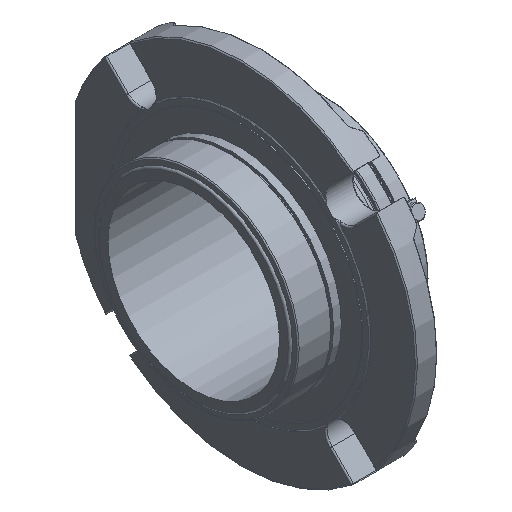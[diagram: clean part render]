
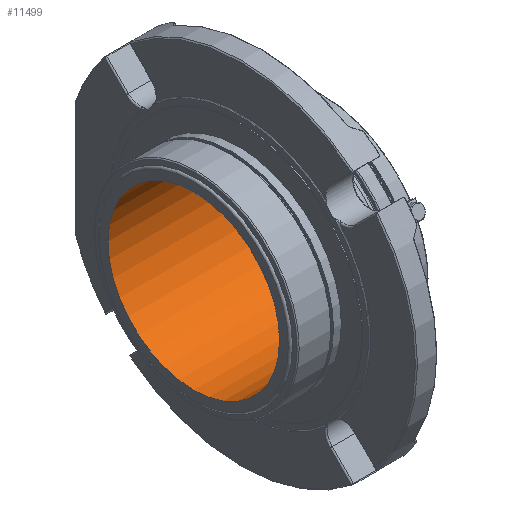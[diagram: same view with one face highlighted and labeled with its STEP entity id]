
A CAD part, isometric view. The second image highlights one B-rep face of the part: STEP entity #11499.
In plain terms, the highlighted cylindrical face has radius 61.913 mm (diameter 123.825 mm), a full revolution.
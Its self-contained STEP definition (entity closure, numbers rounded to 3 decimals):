
#1904=CYLINDRICAL_SURFACE('',#12809,61.913);
#5292=ORIENTED_EDGE('',*,*,#5294,.T.);
#5293=ORIENTED_EDGE('',*,*,#6658,.F.);
#5294=EDGE_CURVE('',#6926,#6926,#8008,.T.);
#6658=EDGE_CURVE('',#7837,#7837,#8577,.T.);
#6926=VERTEX_POINT('',#15939);
#7837=VERTEX_POINT('',#23010);
#8008=CIRCLE('',#11514,61.913);
#8577=CIRCLE('',#12630,61.913);
#9591=EDGE_LOOP('',(#5292));
#9592=EDGE_LOOP('',(#5293));
#10525=FACE_BOUND('',#9591,.T.);
#10526=FACE_BOUND('',#9592,.T.);
#11499=ADVANCED_FACE('',(#10525,#10526),#1904,.F.);
#11514=AXIS2_PLACEMENT_3D('',#15938,#12814,#12815);
#12630=AXIS2_PLACEMENT_3D('',#23009,#15502,#15503);
#12809=AXIS2_PLACEMENT_3D('',#23975,#15934,#15935);
#12814=DIRECTION('',(-1.,0.,0.));
#12815=DIRECTION('',(0.,0.,1.));
#15502=DIRECTION('',(-1.,0.,0.));
#15503=DIRECTION('',(0.,0.,1.));
#15934=DIRECTION('',(-1.,0.,0.));
#15935=DIRECTION('',(0.,0.,-1.));
#15938=CARTESIAN_POINT('',(-6.885,0.,0.));
#15939=CARTESIAN_POINT('',(-6.885,0.,61.913));
#23009=CARTESIAN_POINT('',(85.452,0.,0.));
#23010=CARTESIAN_POINT('',(85.452,0.,61.913));
#23975=CARTESIAN_POINT('',(132.281,0.,0.));
